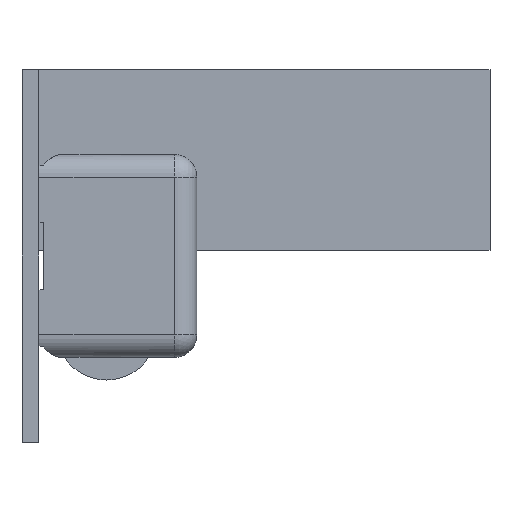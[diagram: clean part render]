
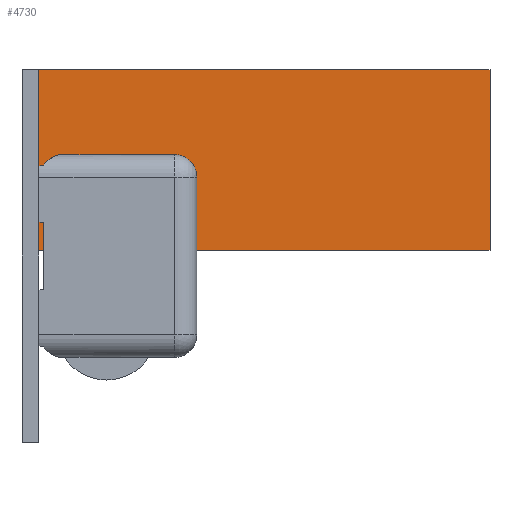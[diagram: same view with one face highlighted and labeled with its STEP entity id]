
A CAD part, left-side view. The second image highlights one B-rep face of the part: STEP entity #4730.
In plain terms, the highlighted planar face has unit normal (-1, 0, 0).
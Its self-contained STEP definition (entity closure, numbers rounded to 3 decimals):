
#100 = EDGE_CURVE ( 'NONE', #3838, #3785, #3937, .T. ) ;
#185 = CARTESIAN_POINT ( 'NONE',  ( -9.4, 0., 16.5 ) ) ;
#216 = ORIENTED_EDGE ( 'NONE', *, *, #1062, .T. ) ;
#315 = VECTOR ( 'NONE', #2337, 1000. ) ;
#355 = AXIS2_PLACEMENT_3D ( 'NONE', #4111, #1681, #4521 ) ;
#461 = VERTEX_POINT ( 'NONE', #3950 ) ;
#504 = VERTEX_POINT ( 'NONE', #823 ) ;
#573 = CARTESIAN_POINT ( 'NONE',  ( -9.4, 0., 16.5 ) ) ;
#610 = LINE ( 'NONE', #1108, #315 ) ;
#780 = ORIENTED_EDGE ( 'NONE', *, *, #2958, .F. ) ;
#823 = CARTESIAN_POINT ( 'NONE',  ( -9.4, -40., 16.5 ) ) ;
#941 = DIRECTION ( 'NONE',  ( 0., 0., -1. ) ) ;
#1062 = EDGE_CURVE ( 'NONE', #504, #3838, #610, .T. ) ;
#1100 = LINE ( 'NONE', #3264, #1328 ) ;
#1108 = CARTESIAN_POINT ( 'NONE',  ( -9.4, -40., 16.5 ) ) ;
#1328 = VECTOR ( 'NONE', #4449, 1000. ) ;
#1681 = DIRECTION ( 'NONE',  ( 1., 0., 0. ) ) ;
#2177 = CARTESIAN_POINT ( 'NONE',  ( -9.4, 0., 0.5 ) ) ;
#2286 = ORIENTED_EDGE ( 'NONE', *, *, #3099, .F. ) ;
#2337 = DIRECTION ( 'NONE',  ( 0., 1., 0. ) ) ;
#2743 = LINE ( 'NONE', #3330, #3812 ) ;
#2894 = PLANE ( 'NONE',  #355 ) ;
#2958 = EDGE_CURVE ( 'NONE', #504, #461, #1100, .T. ) ;
#2961 = FACE_OUTER_BOUND ( 'NONE', #3692, .T. ) ;
#2981 = VECTOR ( 'NONE', #941, 1000. ) ;
#3099 = EDGE_CURVE ( 'NONE', #461, #3785, #2743, .T. ) ;
#3264 = CARTESIAN_POINT ( 'NONE',  ( -9.4, -40., 16.5 ) ) ;
#3330 = CARTESIAN_POINT ( 'NONE',  ( -9.4, -40., 0.5 ) ) ;
#3692 = EDGE_LOOP ( 'NONE', ( #4117, #2286, #780, #216 ) ) ;
#3785 = VERTEX_POINT ( 'NONE', #2177 ) ;
#3812 = VECTOR ( 'NONE', #4170, 1000. ) ;
#3838 = VERTEX_POINT ( 'NONE', #185 ) ;
#3937 = LINE ( 'NONE', #573, #2981 ) ;
#3950 = CARTESIAN_POINT ( 'NONE',  ( -9.4, -40., 0.5 ) ) ;
#4111 = CARTESIAN_POINT ( 'NONE',  ( -9.4, -40., 16.5 ) ) ;
#4117 = ORIENTED_EDGE ( 'NONE', *, *, #100, .T. ) ;
#4170 = DIRECTION ( 'NONE',  ( 0., 1., 0. ) ) ;
#4449 = DIRECTION ( 'NONE',  ( 0., 0., -1. ) ) ;
#4521 = DIRECTION ( 'NONE',  ( 0., 0., -1. ) ) ;
#4730 = ADVANCED_FACE ( 'NONE', ( #2961 ), #2894, .F. ) ;
